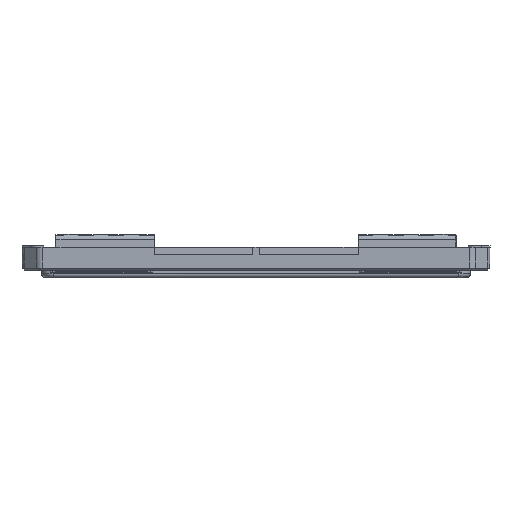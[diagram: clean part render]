
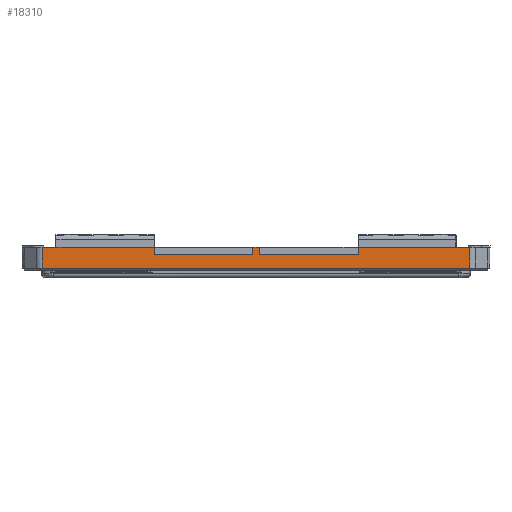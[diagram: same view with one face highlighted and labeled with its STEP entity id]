
A CAD part, left-side view. The second image highlights one B-rep face of the part: STEP entity #18310.
In plain terms, the highlighted planar face has unit normal (-1, 0, -0.018).
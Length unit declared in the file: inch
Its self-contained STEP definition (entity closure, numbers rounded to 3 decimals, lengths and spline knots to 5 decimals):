
#269 = CARTESIAN_POINT ( 'NONE',  ( -6.932, 7.182, 1. ) ) ;
#349 = LINE ( 'NONE', #7590, #9096 ) ;
#723 = ORIENTED_EDGE ( 'NONE', *, *, #9261, .T. ) ;
#775 = CARTESIAN_POINT ( 'NONE',  ( -6.932, -3.38599, 1. ) ) ;
#1355 = CARTESIAN_POINT ( 'NONE',  ( -6.932, 3.3695, 1. ) ) ;
#1431 = LINE ( 'NONE', #15859, #19896 ) ;
#1679 = EDGE_CURVE ( 'NONE', #5846, #11901, #2325, .T. ) ;
#2067 = VECTOR ( 'NONE', #20750, 39.37008 ) ;
#2135 = VECTOR ( 'NONE', #18901, 39.37008 ) ;
#2161 = VERTEX_POINT ( 'NONE', #13456 ) ;
#2206 = LINE ( 'NONE', #5994, #12300 ) ;
#2211 = ORIENTED_EDGE ( 'NONE', *, *, #11742, .T. ) ;
#2213 = CARTESIAN_POINT ( 'NONE',  ( -6.932, -0.10668, 1. ) ) ;
#2325 =( BOUNDED_CURVE ( )  B_SPLINE_CURVE ( 3, ( #18748, #775, #11783, #15574 ),
 .UNSPECIFIED., .F., .F. ) 
 B_SPLINE_CURVE_WITH_KNOTS ( ( 4, 4 ),
 ( 3.14205, 4.3601 ),
 .UNSPECIFIED. ) 
 CURVE ( )  GEOMETRIC_REPRESENTATION_ITEM ( )  RATIONAL_B_SPLINE_CURVE ( ( 1., 0.88, 0.88, 1. ) ) 
 REPRESENTATION_ITEM ( '' )  );
#2504 = DIRECTION ( 'NONE',  ( 0., 1., 0. ) ) ;
#2509 = EDGE_LOOP ( 'NONE', ( #6694, #19742, #19366, #723, #6657, #2211, #10168, #12257, #3928, #10982, #4607, #13105, #13305, #19480 ) ) ;
#2736 = EDGE_CURVE ( 'NONE', #13937, #17351, #20519, .T. ) ;
#2737 = DIRECTION ( 'NONE',  ( 0., 1., 0. ) ) ;
#2752 = AXIS2_PLACEMENT_3D ( 'NONE', #2901, #23013, #22786 ) ;
#2901 = CARTESIAN_POINT ( 'NONE',  ( -6.932, 7.182, 1. ) ) ;
#3030 = LINE ( 'NONE', #19115, #8949 ) ;
#3654 = VERTEX_POINT ( 'NONE', #2213 ) ;
#3693 = CARTESIAN_POINT ( 'NONE',  ( -6.932, 7.182, 1. ) ) ;
#3928 = ORIENTED_EDGE ( 'NONE', *, *, #19419, .T. ) ;
#4320 = CARTESIAN_POINT ( 'NONE',  ( -6.932, 0.10668, 1. ) ) ;
#4353 = LINE ( 'NONE', #11568, #2135 ) ;
#4607 = ORIENTED_EDGE ( 'NONE', *, *, #20701, .T. ) ;
#4702 = CARTESIAN_POINT ( 'NONE',  ( -6.932, -3.39032, 1. ) ) ;
#4853 = EDGE_CURVE ( 'NONE', #22608, #13207, #12250, .T. ) ;
#5186 = EDGE_CURVE ( 'NONE', #10133, #22608, #7833, .T. ) ;
#5436 = VECTOR ( 'NONE', #17521, 39.37008 ) ;
#5716 = VECTOR ( 'NONE', #2504, 39.37008 ) ;
#5846 = VERTEX_POINT ( 'NONE', #4702 ) ;
#5994 = CARTESIAN_POINT ( 'NONE',  ( -6.932, 7.182, 1. ) ) ;
#6071 = CARTESIAN_POINT ( 'NONE',  ( -6.932, -6.6095, 1. ) ) ;
#6657 = ORIENTED_EDGE ( 'NONE', *, *, #10467, .T. ) ;
#6694 = ORIENTED_EDGE ( 'NONE', *, *, #21171, .T. ) ;
#6930 = FACE_OUTER_BOUND ( 'NONE', #2509, .T. ) ;
#7567 = VECTOR ( 'NONE', #8372, 39.37008 ) ;
#7590 = CARTESIAN_POINT ( 'NONE',  ( -6.932, 7.182, 1. ) ) ;
#7601 = VECTOR ( 'NONE', #2737, 39.37008 ) ;
#7616 = DIRECTION ( 'NONE',  ( 0., 1., 0. ) ) ;
#7833 = LINE ( 'NONE', #11607, #5716 ) ;
#8263 = VERTEX_POINT ( 'NONE', #22581 ) ;
#8372 = DIRECTION ( 'NONE',  ( 0.017, 0.017, -1. ) ) ;
#8577 = DIRECTION ( 'NONE',  ( -0.017, 0., 1. ) ) ;
#8949 = VECTOR ( 'NONE', #21242, 39.37008 ) ;
#9096 = VECTOR ( 'NONE', #22488, 39.37008 ) ;
#9136 = EDGE_CURVE ( 'NONE', #17351, #2161, #1431, .T. ) ;
#9261 = EDGE_CURVE ( 'NONE', #20423, #3654, #4353, .T. ) ;
#10133 = VERTEX_POINT ( 'NONE', #19173 ) ;
#10168 = ORIENTED_EDGE ( 'NONE', *, *, #5186, .T. ) ;
#10449 = VERTEX_POINT ( 'NONE', #15792 ) ;
#10467 = EDGE_CURVE ( 'NONE', #3654, #8263, #3030, .T. ) ;
#10982 = ORIENTED_EDGE ( 'NONE', *, *, #13381, .T. ) ;
#11044 = VERTEX_POINT ( 'NONE', #20133 ) ;
#11319 = VECTOR ( 'NONE', #23117, 39.37008 ) ;
#11542 = DIRECTION ( 'NONE',  ( 0., 1., 0. ) ) ;
#11568 = CARTESIAN_POINT ( 'NONE',  ( -6.92764, -0.11104, 0.75 ) ) ;
#11607 = CARTESIAN_POINT ( 'NONE',  ( -6.92764, 7.182, 0.75 ) ) ;
#11721 = CARTESIAN_POINT ( 'NONE',  ( -6.92764, 7.182, 0.75 ) ) ;
#11742 = EDGE_CURVE ( 'NONE', #8263, #10133, #19235, .T. ) ;
#11783 = CARTESIAN_POINT ( 'NONE',  ( -6.93035, -3.38078, 0.90532 ) ) ;
#11901 = VERTEX_POINT ( 'NONE', #15140 ) ;
#12250 = LINE ( 'NONE', #1355, #22340 ) ;
#12257 = ORIENTED_EDGE ( 'NONE', *, *, #4853, .T. ) ;
#12300 = VECTOR ( 'NONE', #11542, 39.37008 ) ;
#12395 = CARTESIAN_POINT ( 'NONE',  ( -6.92764, -0.11104, 0.75 ) ) ;
#12611 = CARTESIAN_POINT ( 'NONE',  ( -6.932, -7.07846, 1. ) ) ;
#13105 = ORIENTED_EDGE ( 'NONE', *, *, #9136, .F. ) ;
#13187 = EDGE_CURVE ( 'NONE', #13937, #16851, #2206, .T. ) ;
#13207 = VERTEX_POINT ( 'NONE', #22083 ) ;
#13305 = ORIENTED_EDGE ( 'NONE', *, *, #2736, .F. ) ;
#13381 = EDGE_CURVE ( 'NONE', #10449, #11044, #14084, .T. ) ;
#13456 = CARTESIAN_POINT ( 'NONE',  ( -6.91996, 7.07347, 0.30999 ) ) ;
#13490 = LINE ( 'NONE', #11721, #7601 ) ;
#13937 = VERTEX_POINT ( 'NONE', #12611 ) ;
#14084 = LINE ( 'NONE', #3693, #5436 ) ;
#15140 = CARTESIAN_POINT ( 'NONE',  ( -6.92764, -3.37657, 0.75 ) ) ;
#15562 = PLANE ( 'NONE',  #2752 ) ;
#15574 = CARTESIAN_POINT ( 'NONE',  ( -6.92764, -3.37657, 0.75 ) ) ;
#15650 = CARTESIAN_POINT ( 'NONE',  ( -6.932, 7.07846, 1. ) ) ;
#15746 = EDGE_CURVE ( 'NONE', #11901, #20423, #13490, .T. ) ;
#15792 = CARTESIAN_POINT ( 'NONE',  ( -6.932, 6.6195, 1. ) ) ;
#15821 = VECTOR ( 'NONE', #7616, 39.37008 ) ;
#15859 = CARTESIAN_POINT ( 'NONE',  ( -6.91996, -0.00002, 0.30999 ) ) ;
#16851 = VERTEX_POINT ( 'NONE', #6071 ) ;
#17089 = CARTESIAN_POINT ( 'NONE',  ( -6.93111, -7.07809, 0.94884 ) ) ;
#17351 = VERTEX_POINT ( 'NONE', #20368 ) ;
#17428 = LINE ( 'NONE', #15650, #11319 ) ;
#17521 = DIRECTION ( 'NONE',  ( 0., 1., 0. ) ) ;
#18310 = ADVANCED_FACE ( 'NONE', ( #6930 ), #15562, .T. ) ;
#18748 = CARTESIAN_POINT ( 'NONE',  ( -6.932, -3.39032, 1. ) ) ;
#18901 = DIRECTION ( 'NONE',  ( -0.017, 0.017, 1. ) ) ;
#19115 = CARTESIAN_POINT ( 'NONE',  ( -6.932, 7.182, 1. ) ) ;
#19173 = CARTESIAN_POINT ( 'NONE',  ( -6.92764, 0.11104, 0.75 ) ) ;
#19235 = LINE ( 'NONE', #4320, #7567 ) ;
#19366 = ORIENTED_EDGE ( 'NONE', *, *, #15746, .T. ) ;
#19419 = EDGE_CURVE ( 'NONE', #13207, #10449, #20154, .T. ) ;
#19480 = ORIENTED_EDGE ( 'NONE', *, *, #13187, .T. ) ;
#19742 = ORIENTED_EDGE ( 'NONE', *, *, #1679, .T. ) ;
#19769 = DIRECTION ( 'NONE',  ( 0., 1., 0. ) ) ;
#19896 = VECTOR ( 'NONE', #19769, 39.37008 ) ;
#20133 = CARTESIAN_POINT ( 'NONE',  ( -6.932, 7.07846, 1. ) ) ;
#20154 = LINE ( 'NONE', #269, #15821 ) ;
#20368 = CARTESIAN_POINT ( 'NONE',  ( -6.91996, -7.07347, 0.30999 ) ) ;
#20423 = VERTEX_POINT ( 'NONE', #12395 ) ;
#20519 = LINE ( 'NONE', #17089, #2067 ) ;
#20701 = EDGE_CURVE ( 'NONE', #11044, #2161, #17428, .T. ) ;
#20750 = DIRECTION ( 'NONE',  ( 0.017, 0.007, -1. ) ) ;
#21171 = EDGE_CURVE ( 'NONE', #16851, #5846, #349, .T. ) ;
#21242 = DIRECTION ( 'NONE',  ( 0., 1., 0. ) ) ;
#22083 = CARTESIAN_POINT ( 'NONE',  ( -6.932, 3.3695, 1. ) ) ;
#22340 = VECTOR ( 'NONE', #8577, 39.37008 ) ;
#22488 = DIRECTION ( 'NONE',  ( 0., 1., 0. ) ) ;
#22581 = CARTESIAN_POINT ( 'NONE',  ( -6.932, 0.10668, 1. ) ) ;
#22608 = VERTEX_POINT ( 'NONE', #23063 ) ;
#22786 = DIRECTION ( 'NONE',  ( -0.017, 0., 1. ) ) ;
#23013 = DIRECTION ( 'NONE',  ( -1., 0., -0.017 ) ) ;
#23063 = CARTESIAN_POINT ( 'NONE',  ( -6.92764, 3.3695, 0.75 ) ) ;
#23117 = DIRECTION ( 'NONE',  ( 0.017, -0.007, -1. ) ) ;
